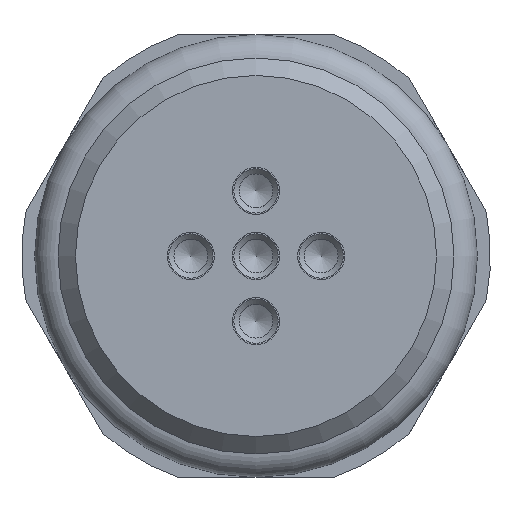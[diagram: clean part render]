
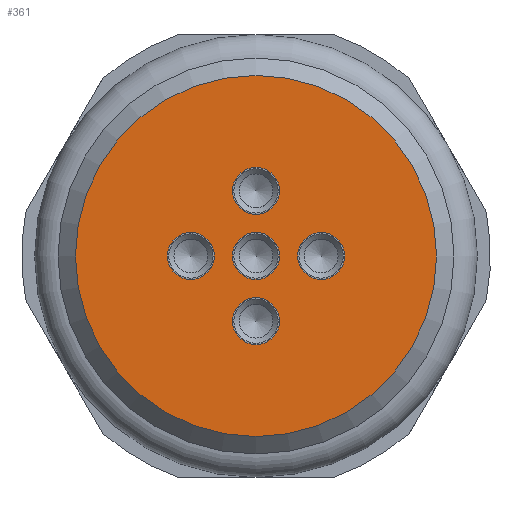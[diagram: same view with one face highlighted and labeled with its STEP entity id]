
A CAD part, front view. The second image highlights one B-rep face of the part: STEP entity #361.
In plain terms, the highlighted planar face has unit normal (0, -1, 0).
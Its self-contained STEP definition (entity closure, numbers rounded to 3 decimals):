
#239=PLANE('',#1836);
#361=ADVANCED_FACE('',(#523,#524,#525,#526,#527,#528),#239,.T.);
#523=FACE_BOUND('',#677,.T.);
#524=FACE_BOUND('',#678,.T.);
#525=FACE_BOUND('',#679,.T.);
#526=FACE_BOUND('',#680,.T.);
#527=FACE_BOUND('',#681,.T.);
#528=FACE_BOUND('',#682,.T.);
#677=EDGE_LOOP('',(#883));
#678=EDGE_LOOP('',(#884));
#679=EDGE_LOOP('',(#885));
#680=EDGE_LOOP('',(#886));
#681=EDGE_LOOP('',(#887));
#682=EDGE_LOOP('',(#888));
#883=ORIENTED_EDGE('',*,*,#1484,.T.);
#884=ORIENTED_EDGE('',*,*,#1485,.T.);
#885=ORIENTED_EDGE('',*,*,#1486,.T.);
#886=ORIENTED_EDGE('',*,*,#1487,.T.);
#887=ORIENTED_EDGE('',*,*,#1488,.T.);
#888=ORIENTED_EDGE('',*,*,#1483,.T.);
#1313=VERTEX_POINT('',#2776);
#1314=VERTEX_POINT('',#2779);
#1315=VERTEX_POINT('',#2781);
#1316=VERTEX_POINT('',#2783);
#1317=VERTEX_POINT('',#2785);
#1318=VERTEX_POINT('',#2787);
#1483=EDGE_CURVE('',#1313,#1313,#1699,.T.);
#1484=EDGE_CURVE('',#1314,#1314,#1700,.T.);
#1485=EDGE_CURVE('',#1315,#1315,#1701,.T.);
#1486=EDGE_CURVE('',#1316,#1316,#1702,.T.);
#1487=EDGE_CURVE('',#1317,#1317,#1703,.T.);
#1488=EDGE_CURVE('',#1318,#1318,#1704,.T.);
#1699=CIRCLE('',#1829,0.9);
#1700=CIRCLE('',#1831,0.9);
#1701=CIRCLE('',#1832,0.9);
#1702=CIRCLE('',#1833,6.93);
#1703=CIRCLE('',#1834,0.9);
#1704=CIRCLE('',#1835,0.9);
#1829=AXIS2_PLACEMENT_3D('',#2775,#2089,#2090);
#1831=AXIS2_PLACEMENT_3D('',#2778,#2093,#2094);
#1832=AXIS2_PLACEMENT_3D('',#2780,#2095,#2096);
#1833=AXIS2_PLACEMENT_3D('',#2782,#2097,#2098);
#1834=AXIS2_PLACEMENT_3D('',#2784,#2099,#2100);
#1835=AXIS2_PLACEMENT_3D('',#2786,#2101,#2102);
#1836=AXIS2_PLACEMENT_3D('',#2788,#2103,#2104);
#2089=DIRECTION('',(0.,1.,0.));
#2090=DIRECTION('',(0.,0.,-1.));
#2093=DIRECTION('',(0.,1.,0.));
#2094=DIRECTION('',(0.,0.,-1.));
#2095=DIRECTION('',(0.,1.,0.));
#2096=DIRECTION('',(0.,0.,-1.));
#2097=DIRECTION('',(0.,-1.,0.));
#2098=DIRECTION('',(0.,0.,-1.));
#2099=DIRECTION('',(0.,1.,0.));
#2100=DIRECTION('',(0.,0.,-1.));
#2101=DIRECTION('',(0.,1.,0.));
#2102=DIRECTION('',(0.,0.,-1.));
#2103=DIRECTION('',(0.,-1.,0.));
#2104=DIRECTION('',(0.,0.,1.));
#2775=CARTESIAN_POINT('',(47.5,50.,0.));
#2776=CARTESIAN_POINT('',(47.5,50.,-0.9));
#2778=CARTESIAN_POINT('',(52.5,50.,0.));
#2779=CARTESIAN_POINT('',(52.5,50.,-0.9));
#2780=CARTESIAN_POINT('',(50.,50.,0.));
#2781=CARTESIAN_POINT('',(50.,50.,-0.9));
#2782=CARTESIAN_POINT('',(50.,50.,0.));
#2783=CARTESIAN_POINT('',(50.,50.,-6.93));
#2784=CARTESIAN_POINT('',(50.,50.,2.5));
#2785=CARTESIAN_POINT('',(50.,50.,1.6));
#2786=CARTESIAN_POINT('',(50.,50.,-2.5));
#2787=CARTESIAN_POINT('',(50.,50.,-3.4));
#2788=CARTESIAN_POINT('',(56.25,50.,0.));
